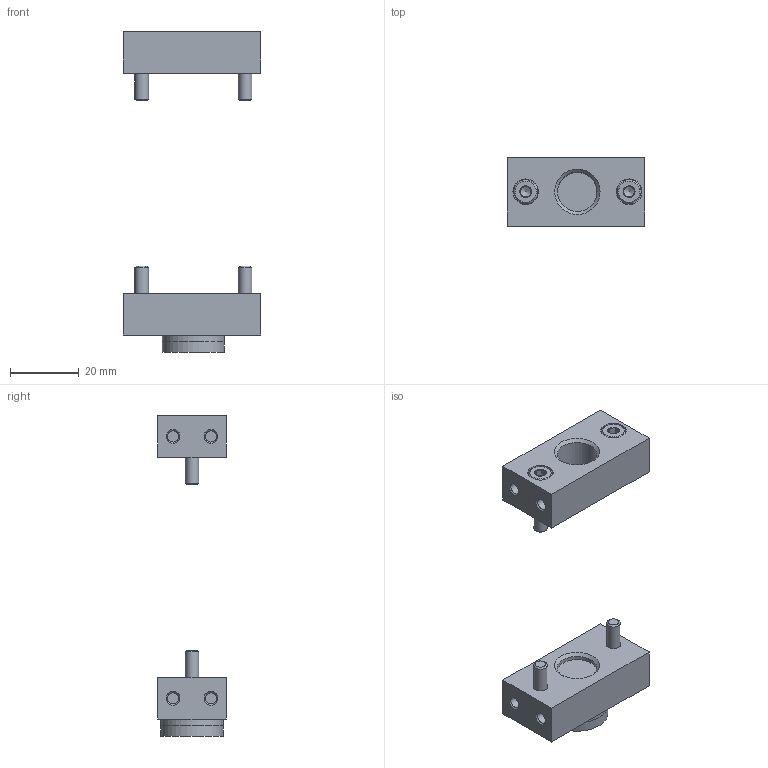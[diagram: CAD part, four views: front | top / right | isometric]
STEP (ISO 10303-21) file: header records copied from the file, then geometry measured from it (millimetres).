
FILE_DESCRIPTION(/* description */ ('STEP AP214'),/* implementation_level */ '2;1');
FILE_NAME(/* name */ '525033_LRBAS-1_4-D-MINI',/* time_stamp */ '2024-09-04T22:47:10+02:00',/* author */ ('License CC BY-ND 4.0'),/* organization */ ('CADENAS'),/* preprocessor_version */ 'ST-DEVELOPER v19.3',/* originating_system */ 'PARTsolutions',/* authorisation */ ' ');
FILE_SCHEMA (('AUTOMOTIVE_DESIGN {1 0 10303 214 3 1 1}'));
Length unit declared in the file: millimetre
Products named in the file (5): 525033 LRBAS-1/4-D-MINI; 525033 LRBAS-1/4-D-MINI---(p); DIN-912 - M4x16(F); DIN-908 G1/4A; 2224 O-1/4
Assembly tree (8 placements, depth 2):
  525033 LRBAS-1/4-D-MINI
    525033 LRBAS-1/4-D-MINI---(p)  x2
    DIN-912 - M4x16(F)  x4
    DIN-908 G1/4A
    2224 O-1/4
Bounding box: 40 x 20 x 93 mm (x, y, z)
Volume: 18797.5 mm3; surface area: 10877.7 mm2
Topology: 8 solids, 8 shells, 182 faces, 350 edges, 199 vertices
Faces by surface type: plane 93, cone 62, cylinder 27
Full cylindrical faces by diameter (mm): 3.242 x4, 4 x4, 4.3 x4, 7 x4, 7.4 x4, 7.9 x1, 11.445 x2, 13.157 x1, 13.2 x1, 18 x2
Entity records: 2021 total; most frequent: CARTESIAN_POINT 350, DIRECTION 342, ORIENTED_EDGE 248, AXIS2_PLACEMENT_3D 144, EDGE_CURVE 124, FACE_BOUND 122, EDGE_LOOP 120, VERTEX_POINT 92
